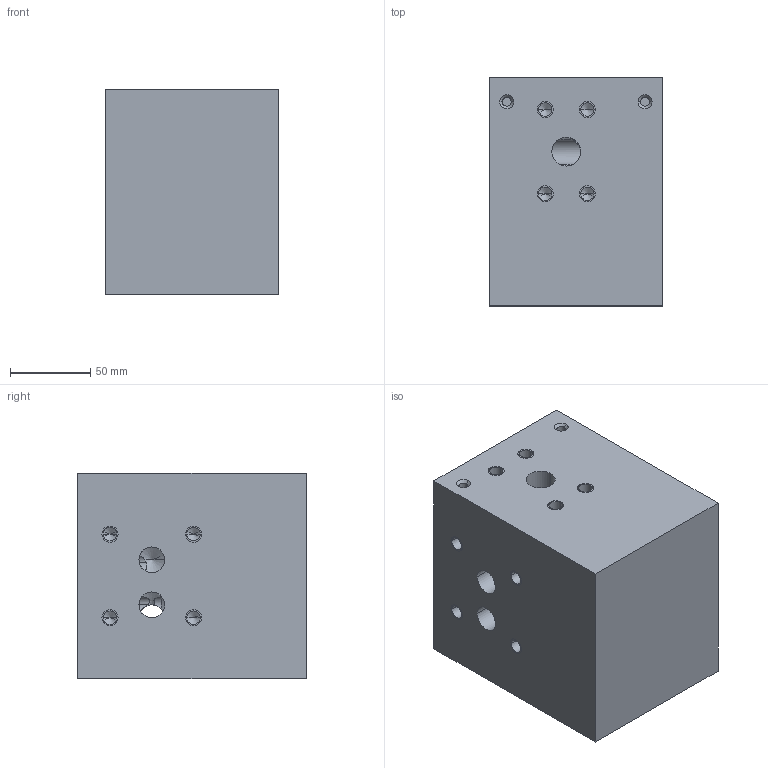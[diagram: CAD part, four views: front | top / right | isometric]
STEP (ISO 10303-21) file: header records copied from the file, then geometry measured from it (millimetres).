
FILE_DESCRIPTION((''),'2;1');
FILE_NAME('KORPUS','2020-12-09T',('32513'),(''),'PRO/ENGINEER BY PARAMETRIC TECHNOLOGY CORPORATION, 2014440','PRO/ENGINEER BY PARAMETRIC TECHNOLOGY CORPORATION, 2014440','');
FILE_SCHEMA(('CONFIG_CONTROL_DESIGN'));
Length unit declared in the file: millimetre
Products named in the file (1): KORPUS
Bounding box: 108.1 x 142 x 128.1 mm (x, y, z)
Volume: 1810075.3 mm3; surface area: 142669 mm2
Topology: 1 solids, 14 shells, 297 faces, 801 edges, 513 vertices
Faces by surface type: plane 151, cylinder 95, cone 51
Entity records: 13144 total; most frequent: CARTESIAN_POINT 5709, DIRECTION 1529, ORIENTED_EDGE 1482, EDGE_CURVE 767, AXIS2_PLACEMENT_3D 522, VERTEX_POINT 513, VECTOR 485, LINE 485
